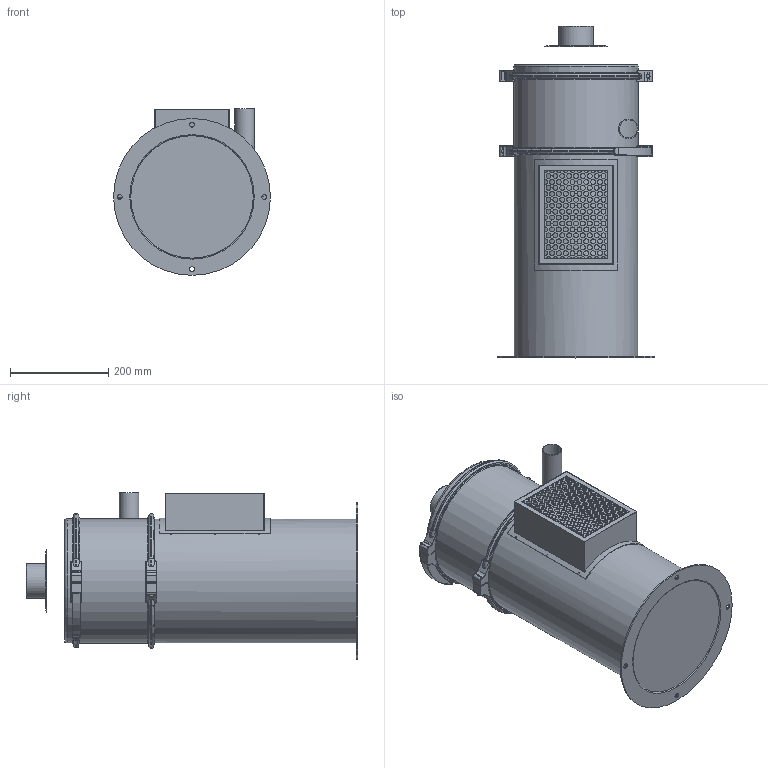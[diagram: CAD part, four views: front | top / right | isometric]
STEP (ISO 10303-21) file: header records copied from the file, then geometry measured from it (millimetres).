
FILE_DESCRIPTION(/* description */ (''),/* implementation_level */ '2;1');
FILE_NAME(/* name */ 'tmf06tn4brrg2c10.stp',/* time_stamp */ '2022-09-30T10:40:52+02:00',/* author */ ('enginyeria'),/* organization */ (''),/* preprocessor_version */ 'ST-DEVELOPER v17.2',/* originating_system */ 'Autodesk Inventor 2019',/* authorisation */ '');
FILE_SCHEMA (('AUTOMOTIVE_DESIGN { 1 0 10303 214 3 1 1 }'));
Length unit declared in the file: millimetre
Products named in the file (1): Pieza5
Bounding box: 320 x 677 x 340 mm (x, y, z)
Volume: 31501168.5 mm3; surface area: 919316.8 mm2
Topology: 2 solids, 2 shells, 935 faces, 2617 edges, 1660 vertices
Faces by surface type: cylinder 376, plane 170, bspline 144, torus 134, cone 95, sphere 16
Full cylindrical faces by diameter (mm): 4 x6, 8 x4, 10 x123, 37 x1, 40 x1, 56.656 x1, 70 x1, 252 x1, 254 x2, 320 x1
Entity records: 41361 total; most frequent: CARTESIAN_POINT 16347, ORIENTED_EDGE 5234, DIRECTION 4941, EDGE_CURVE 2617, AXIS2_PLACEMENT_3D 1987, VERTEX_POINT 1660, EDGE_LOOP 1237, CIRCLE 1175
